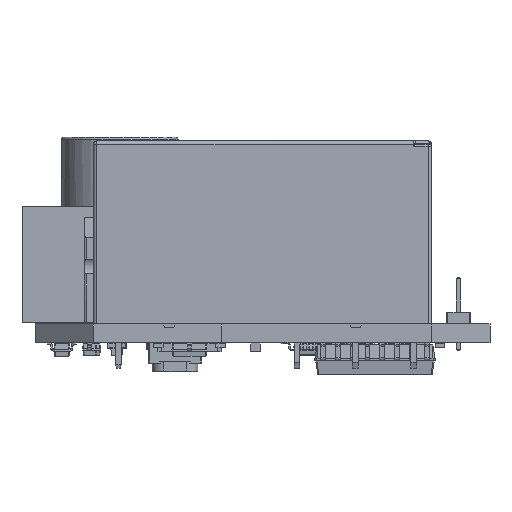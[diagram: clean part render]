
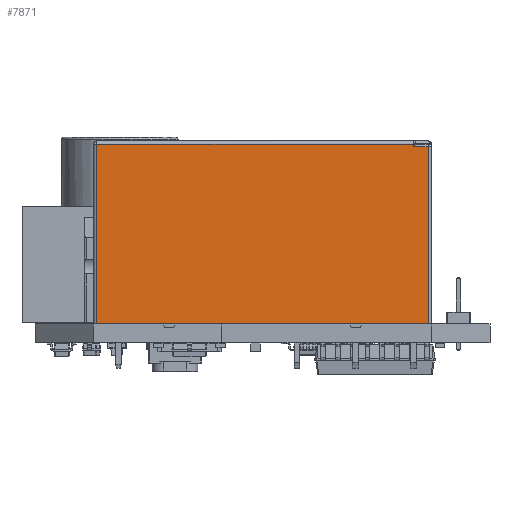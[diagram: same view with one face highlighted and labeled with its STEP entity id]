
A CAD part, front view. The second image highlights one B-rep face of the part: STEP entity #7871.
In plain terms, the highlighted planar face has unit normal (0, -1, 0).
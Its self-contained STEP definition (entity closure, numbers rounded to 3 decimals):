
#7714 = EDGE_CURVE('',#7715,#7717,#7719,.T.);
#7715 = VERTEX_POINT('',#7716);
#7716 = CARTESIAN_POINT('',(-3.,-59.95,0.));
#7717 = VERTEX_POINT('',#7718);
#7718 = CARTESIAN_POINT('',(-18.,-59.95,0.));
#7719 = LINE('',#7720,#7721);
#7720 = CARTESIAN_POINT('',(4.,-59.95,0.));
#7721 = VECTOR('',#7722,1.);
#7722 = DIRECTION('',(-1.,0.,0.));
#7845 = VERTEX_POINT('',#7846);
#7846 = CARTESIAN_POINT('',(-19.,-59.95,0.));
#7852 = EDGE_CURVE('',#7845,#7853,#7855,.T.);
#7853 = VERTEX_POINT('',#7854);
#7854 = CARTESIAN_POINT('',(-24.7,-59.95,0.));
#7855 = LINE('',#7856,#7857);
#7856 = CARTESIAN_POINT('',(4.,-59.95,0.));
#7857 = VECTOR('',#7858,1.);
#7858 = DIRECTION('',(-1.,0.,0.));
#7871 = ADVANCED_FACE('',(#7872),#7968,.T.);
#7872 = FACE_BOUND('',#7873,.T.);
#7873 = EDGE_LOOP('',(#7874,#7884,#7892,#7900,#7908,#7914,#7915,#7923,
    #7931,#7937,#7938,#7946,#7954,#7962));
#7874 = ORIENTED_EDGE('',*,*,#7875,.T.);
#7875 = EDGE_CURVE('',#7876,#7878,#7880,.T.);
#7876 = VERTEX_POINT('',#7877);
#7877 = CARTESIAN_POINT('',(3.7,-59.95,0.));
#7878 = VERTEX_POINT('',#7879);
#7879 = CARTESIAN_POINT('',(3.7,-59.95,15.2));
#7880 = LINE('',#7881,#7882);
#7881 = CARTESIAN_POINT('',(3.7,-59.95,15.7));
#7882 = VECTOR('',#7883,1.);
#7883 = DIRECTION('',(0.,0.,1.));
#7884 = ORIENTED_EDGE('',*,*,#7885,.T.);
#7885 = EDGE_CURVE('',#7878,#7886,#7888,.T.);
#7886 = VERTEX_POINT('',#7887);
#7887 = CARTESIAN_POINT('',(2.417,-59.95,15.2));
#7888 = LINE('',#7889,#7890);
#7889 = CARTESIAN_POINT('',(4.,-59.95,15.2));
#7890 = VECTOR('',#7891,1.);
#7891 = DIRECTION('',(-1.,0.,0.));
#7892 = ORIENTED_EDGE('',*,*,#7893,.T.);
#7893 = EDGE_CURVE('',#7886,#7894,#7896,.T.);
#7894 = VERTEX_POINT('',#7895);
#7895 = CARTESIAN_POINT('',(2.417,-59.95,15.4));
#7896 = LINE('',#7897,#7898);
#7897 = CARTESIAN_POINT('',(2.417,-59.95,15.7));
#7898 = VECTOR('',#7899,1.);
#7899 = DIRECTION('',(0.,0.,1.));
#7900 = ORIENTED_EDGE('',*,*,#7901,.T.);
#7901 = EDGE_CURVE('',#7894,#7902,#7904,.T.);
#7902 = VERTEX_POINT('',#7903);
#7903 = CARTESIAN_POINT('',(-24.7,-59.95,15.4));
#7904 = LINE('',#7905,#7906);
#7905 = CARTESIAN_POINT('',(4.,-59.95,15.4));
#7906 = VECTOR('',#7907,1.);
#7907 = DIRECTION('',(-1.,0.,0.));
#7908 = ORIENTED_EDGE('',*,*,#7909,.T.);
#7909 = EDGE_CURVE('',#7902,#7853,#7910,.T.);
#7910 = LINE('',#7911,#7912);
#7911 = CARTESIAN_POINT('',(-24.7,-59.95,15.7));
#7912 = VECTOR('',#7913,1.);
#7913 = DIRECTION('',(0.,0.,-1.));
#7914 = ORIENTED_EDGE('',*,*,#7852,.F.);
#7915 = ORIENTED_EDGE('',*,*,#7916,.T.);
#7916 = EDGE_CURVE('',#7845,#7917,#7919,.T.);
#7917 = VERTEX_POINT('',#7918);
#7918 = CARTESIAN_POINT('',(-18.9,-59.95,-0.3));
#7919 = LINE('',#7920,#7921);
#7920 = CARTESIAN_POINT('',(-21.41,-59.95,7.23));
#7921 = VECTOR('',#7922,1.);
#7922 = DIRECTION('',(0.316,0.,-0.949)
  );
#7923 = ORIENTED_EDGE('',*,*,#7924,.F.);
#7924 = EDGE_CURVE('',#7925,#7917,#7927,.T.);
#7925 = VERTEX_POINT('',#7926);
#7926 = CARTESIAN_POINT('',(-18.1,-59.95,-0.3));
#7927 = LINE('',#7928,#7929);
#7928 = CARTESIAN_POINT('',(-18.,-59.95,-0.3));
#7929 = VECTOR('',#7930,1.);
#7930 = DIRECTION('',(-1.,0.,0.));
#7931 = ORIENTED_EDGE('',*,*,#7932,.T.);
#7932 = EDGE_CURVE('',#7925,#7717,#7933,.T.);
#7933 = LINE('',#7934,#7935);
#7934 = CARTESIAN_POINT('',(-11.09,-59.95,20.73));
#7935 = VECTOR('',#7936,1.);
#7936 = DIRECTION('',(0.316,0.,0.949)
  );
#7937 = ORIENTED_EDGE('',*,*,#7714,.F.);
#7938 = ORIENTED_EDGE('',*,*,#7939,.T.);
#7939 = EDGE_CURVE('',#7715,#7940,#7942,.T.);
#7940 = VERTEX_POINT('',#7941);
#7941 = CARTESIAN_POINT('',(-2.9,-59.95,-0.3));
#7942 = LINE('',#7943,#7944);
#7943 = CARTESIAN_POINT('',(-7.01,-59.95,12.03));
#7944 = VECTOR('',#7945,1.);
#7945 = DIRECTION('',(0.316,0.,-0.949)
  );
#7946 = ORIENTED_EDGE('',*,*,#7947,.T.);
#7947 = EDGE_CURVE('',#7940,#7948,#7950,.T.);
#7948 = VERTEX_POINT('',#7949);
#7949 = CARTESIAN_POINT('',(-2.1,-59.95,-0.3));
#7950 = LINE('',#7951,#7952);
#7951 = CARTESIAN_POINT('',(-3.,-59.95,-0.3));
#7952 = VECTOR('',#7953,1.);
#7953 = DIRECTION('',(1.,0.,0.));
#7954 = ORIENTED_EDGE('',*,*,#7955,.T.);
#7955 = EDGE_CURVE('',#7948,#7956,#7958,.T.);
#7956 = VERTEX_POINT('',#7957);
#7957 = CARTESIAN_POINT('',(-2.,-59.95,0.));
#7958 = LINE('',#7959,#7960);
#7959 = CARTESIAN_POINT('',(3.31,-59.95,15.93));
#7960 = VECTOR('',#7961,1.);
#7961 = DIRECTION('',(0.316,0.,0.949)
  );
#7962 = ORIENTED_EDGE('',*,*,#7963,.F.);
#7963 = EDGE_CURVE('',#7876,#7956,#7964,.T.);
#7964 = LINE('',#7965,#7966);
#7965 = CARTESIAN_POINT('',(4.,-59.95,0.));
#7966 = VECTOR('',#7967,1.);
#7967 = DIRECTION('',(-1.,0.,0.));
#7968 = PLANE('',#7969);
#7969 = AXIS2_PLACEMENT_3D('',#7970,#7971,#7972);
#7970 = CARTESIAN_POINT('',(4.,-59.95,15.7));
#7971 = DIRECTION('',(0.,-1.,0.));
#7972 = DIRECTION('',(1.,0.,0.));
